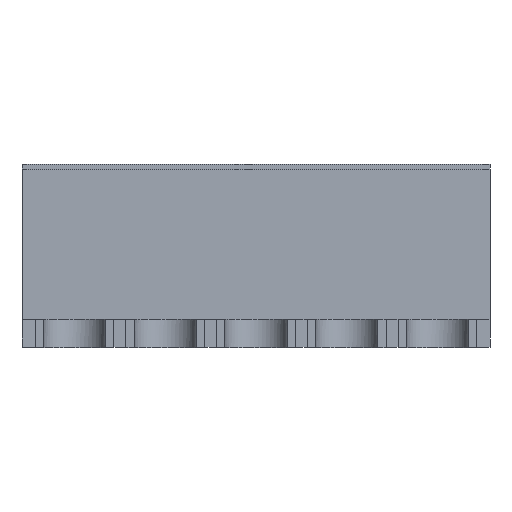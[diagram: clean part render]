
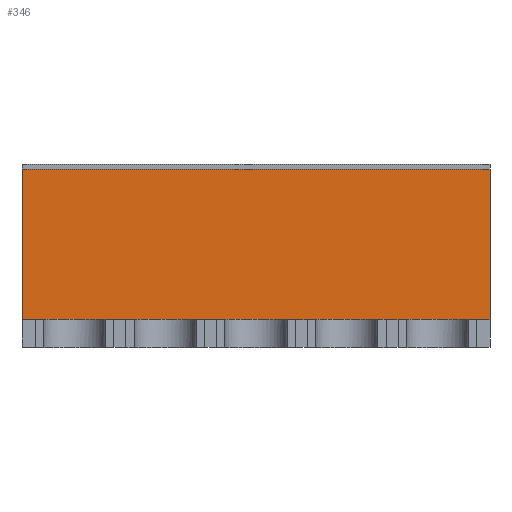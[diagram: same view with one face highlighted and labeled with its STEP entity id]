
A CAD part, front view. The second image highlights one B-rep face of the part: STEP entity #346.
In plain terms, the highlighted planar face has unit normal (0, -1, 0).
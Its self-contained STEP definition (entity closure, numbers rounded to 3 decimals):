
#346=ADVANCED_FACE('',(#823),#17215,.T.);
#823=FACE_OUTER_BOUND('',#1300,.T.);
#1300=EDGE_LOOP('',(#1816,#1817,#1818,#1819));
#1816=ORIENTED_EDGE('',*,*,#12149,.T.);
#1817=ORIENTED_EDGE('',*,*,#12150,.T.);
#1818=ORIENTED_EDGE('',*,*,#12151,.T.);
#1819=ORIENTED_EDGE('',*,*,#12152,.T.);
#5729=PCURVE('',#17215,#8297);
#5730=PCURVE('',#17215,#8298);
#5731=PCURVE('',#17215,#8299);
#5732=PCURVE('',#17215,#8300);
#5736=PCURVE('',#17216,#8304);
#5742=PCURVE('',#17218,#8310);
#5748=PCURVE('',#17219,#8316);
#5835=PCURVE('',#17220,#8403);
#8297=DEFINITIONAL_REPRESENTATION('',(#13434),#31945);
#8298=DEFINITIONAL_REPRESENTATION('',(#13436),#31945);
#8299=DEFINITIONAL_REPRESENTATION('',(#13438),#31945);
#8300=DEFINITIONAL_REPRESENTATION('',(#13440),#31945);
#8304=DEFINITIONAL_REPRESENTATION('',(#13447),#31945);
#8310=DEFINITIONAL_REPRESENTATION('',(#13457),#31945);
#8316=DEFINITIONAL_REPRESENTATION('',(#13464),#31945);
#8403=DEFINITIONAL_REPRESENTATION('',(#13551),#31945);
#10865=SURFACE_CURVE('',#13433,(#5729,#5748),.PCURVE_S1.);
#10866=SURFACE_CURVE('',#13435,(#5730,#5736),.PCURVE_S1.);
#10867=SURFACE_CURVE('',#13437,(#5731,#5835),.PCURVE_S1.);
#10868=SURFACE_CURVE('',#13439,(#5732,#5742),.PCURVE_S1.);
#12149=EDGE_CURVE('',#15952,#15953,#10865,.T.);
#12150=EDGE_CURVE('',#15953,#15954,#10866,.T.);
#12151=EDGE_CURVE('',#15954,#15955,#10867,.T.);
#12152=EDGE_CURVE('',#15955,#15952,#10868,.T.);
#13433=B_SPLINE_CURVE_WITH_KNOTS('',1,(#18942,#18943),.UNSPECIFIED.,.F.,
 .F.,(2,2),(0.,14.),.UNSPECIFIED.);
#13434=B_SPLINE_CURVE_WITH_KNOTS('',1,(#18944,#18945),.UNSPECIFIED.,.F.,
 .F.,(2,2),(0.,14.),.UNSPECIFIED.);
#13435=B_SPLINE_CURVE_WITH_KNOTS('',1,(#18946,#18947),.UNSPECIFIED.,.F.,
 .F.,(2,2),(0.,3.15),.UNSPECIFIED.);
#13436=B_SPLINE_CURVE_WITH_KNOTS('',1,(#18948,#18949),.UNSPECIFIED.,.F.,
 .F.,(2,2),(0.,3.15),.UNSPECIFIED.);
#13437=B_SPLINE_CURVE_WITH_KNOTS('',1,(#18950,#18951),.UNSPECIFIED.,.F.,
 .F.,(2,2),(-14.,0.),.UNSPECIFIED.);
#13438=B_SPLINE_CURVE_WITH_KNOTS('',1,(#18952,#18953),.UNSPECIFIED.,.F.,
 .F.,(2,2),(-14.,0.),.UNSPECIFIED.);
#13439=B_SPLINE_CURVE_WITH_KNOTS('',1,(#18954,#18955),.UNSPECIFIED.,.F.,
 .F.,(2,2),(-3.15,0.),.UNSPECIFIED.);
#13440=B_SPLINE_CURVE_WITH_KNOTS('',1,(#18956,#18957),.UNSPECIFIED.,.F.,
 .F.,(2,2),(-3.15,0.),.UNSPECIFIED.);
#13447=B_SPLINE_CURVE_WITH_KNOTS('',1,(#18970,#18971),.UNSPECIFIED.,.F.,
 .F.,(2,2),(0.,3.15),.UNSPECIFIED.);
#13457=B_SPLINE_CURVE_WITH_KNOTS('',1,(#18990,#18991),.UNSPECIFIED.,.F.,
 .F.,(2,2),(-3.15,0.),.UNSPECIFIED.);
#13464=B_SPLINE_CURVE_WITH_KNOTS('',1,(#19004,#19005),.UNSPECIFIED.,.F.,
 .F.,(2,2),(0.,14.),.UNSPECIFIED.);
#13551=B_SPLINE_CURVE_WITH_KNOTS('',1,(#19696,#19697),.UNSPECIFIED.,.F.,
 .F.,(2,2),(-14.,0.),.UNSPECIFIED.);
#15952=VERTEX_POINT('',#18646);
#15953=VERTEX_POINT('',#18647);
#15954=VERTEX_POINT('',#18648);
#15955=VERTEX_POINT('',#18649);
#17215=PLANE('',#17295);
#17216=PLANE('',#17296);
#17218=PLANE('',#17298);
#17219=PLANE('',#17299);
#17220=PLANE('',#17300);
#17295=AXIS2_PLACEMENT_3D('',#17424,#17359,$);
#17296=AXIS2_PLACEMENT_3D('',#17425,#17360,$);
#17298=AXIS2_PLACEMENT_3D('',#17427,#17362,$);
#17299=AXIS2_PLACEMENT_3D('',#17968,#17363,$);
#17300=AXIS2_PLACEMENT_3D('',#17969,#17364,$);
#17359=DIRECTION('',(0.,-1.,0.));
#17360=DIRECTION('',(1.,0.,0.));
#17362=DIRECTION('',(-1.,0.,0.));
#17363=DIRECTION('',(0.,0.,-1.));
#17364=DIRECTION('',(0.,0.,1.));
#17424=CARTESIAN_POINT('',(-4.9,-6.5,0.59));
#17425=CARTESIAN_POINT('',(4.9,-6.5,0.59));
#17427=CARTESIAN_POINT('',(-4.9,6.5,0.59));
#17968=CARTESIAN_POINT('',(-4.9,-6.5,0.59));
#17969=CARTESIAN_POINT('',(-4.9,-6.5,3.74));
#18646=CARTESIAN_POINT('',(-4.9,-6.5,0.59));
#18647=CARTESIAN_POINT('',(4.9,-6.5,0.59));
#18648=CARTESIAN_POINT('',(4.9,-6.5,3.74));
#18649=CARTESIAN_POINT('',(-4.9,-6.5,3.74));
#18942=CARTESIAN_POINT('',(-4.9,-6.5,0.59));
#18943=CARTESIAN_POINT('',(4.9,-6.5,0.59));
#18944=CARTESIAN_POINT('',(0.,0.));
#18945=CARTESIAN_POINT('',(14.,0.));
#18946=CARTESIAN_POINT('',(4.9,-6.5,0.59));
#18947=CARTESIAN_POINT('',(4.9,-6.5,3.74));
#18948=CARTESIAN_POINT('',(14.,0.));
#18949=CARTESIAN_POINT('',(14.,3.15));
#18950=CARTESIAN_POINT('',(4.9,-6.5,3.74));
#18951=CARTESIAN_POINT('',(-4.9,-6.5,3.74));
#18952=CARTESIAN_POINT('',(14.,3.15));
#18953=CARTESIAN_POINT('',(0.,3.15));
#18954=CARTESIAN_POINT('',(-4.9,-6.5,3.74));
#18955=CARTESIAN_POINT('',(-4.9,-6.5,0.59));
#18956=CARTESIAN_POINT('',(0.,3.15));
#18957=CARTESIAN_POINT('',(0.,0.));
#18970=CARTESIAN_POINT('',(14.,0.));
#18971=CARTESIAN_POINT('',(14.,3.15));
#18990=CARTESIAN_POINT('',(54.,3.15));
#18991=CARTESIAN_POINT('',(54.,0.));
#19004=CARTESIAN_POINT('',(0.,0.));
#19005=CARTESIAN_POINT('',(0.,9.8));
#19696=CARTESIAN_POINT('',(9.8,0.));
#19697=CARTESIAN_POINT('',(0.,0.));
#31945=(
GEOMETRIC_REPRESENTATION_CONTEXT(2)
PARAMETRIC_REPRESENTATION_CONTEXT()
REPRESENTATION_CONTEXT('pspace','')
);
